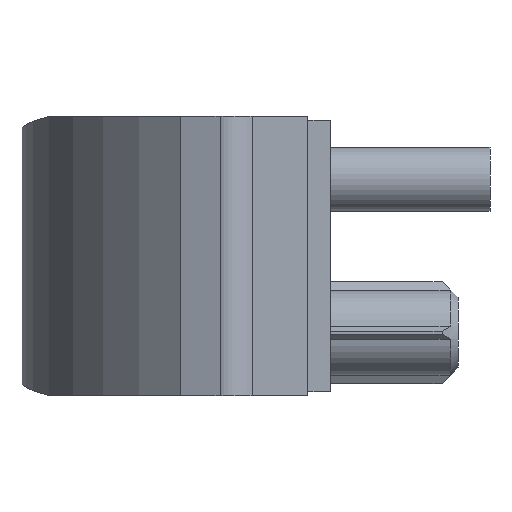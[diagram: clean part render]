
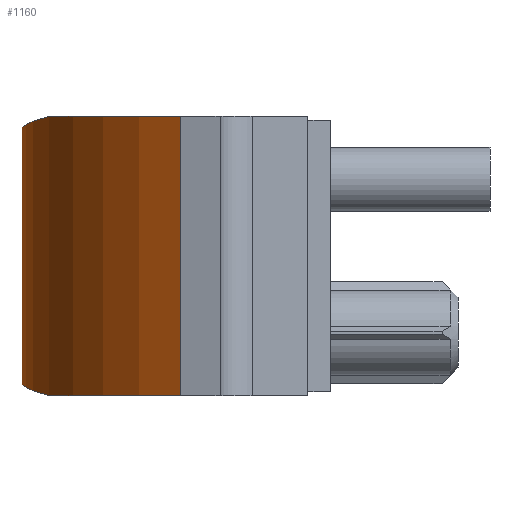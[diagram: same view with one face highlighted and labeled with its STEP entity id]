
A CAD part, left-side view. The second image highlights one B-rep face of the part: STEP entity #1160.
In plain terms, the highlighted cylindrical face has radius 6.372 mm (diameter 12.744 mm), a partial arc.
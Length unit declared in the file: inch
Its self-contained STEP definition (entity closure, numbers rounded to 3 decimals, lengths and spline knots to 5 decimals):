
#22 = EDGE_CURVE ( 'NONE', #876, #1163, #1080, .T. ) ;
#31 = DIRECTION ( 'NONE',  ( 0., 0., 1. ) ) ;
#36 = EDGE_CURVE ( 'NONE', #876, #608, #1207, .T. ) ;
#96 = ORIENTED_EDGE ( 'NONE', *, *, #36, .T. ) ;
#100 = CARTESIAN_POINT ( 'NONE',  ( 0.02188, 0.17752, -0.08289 ) ) ;
#144 = ORIENTED_EDGE ( 'NONE', *, *, #213, .F. ) ;
#168 = ORIENTED_EDGE ( 'NONE', *, *, #22, .F. ) ;
#184 = ORIENTED_EDGE ( 'NONE', *, *, #636, .T. ) ;
#187 = CARTESIAN_POINT ( 'NONE',  ( -0.13019, 0.08065, -0.0875 ) ) ;
#191 = AXIS2_PLACEMENT_3D ( 'NONE', #1064, #949, #241 ) ;
#207 = CARTESIAN_POINT ( 'NONE',  ( -0.00141, 0.17177, -0.08525 ) ) ;
#213 = EDGE_CURVE ( 'NONE', #1377, #1071, #1446, .T. ) ;
#230 = CARTESIAN_POINT ( 'NONE',  ( -0.13019, 0.08065, -0.0875 ) ) ;
#231 = FACE_OUTER_BOUND ( 'NONE', #1473, .T. ) ;
#234 = CARTESIAN_POINT ( 'NONE',  ( 0.04576, 0.17989, 0.08047 ) ) ;
#239 = AXIS2_PLACEMENT_3D ( 'NONE', #764, #1358, #654 ) ;
#241 = DIRECTION ( 'NONE',  ( 1., 0., 0. ) ) ;
#269 = DIRECTION ( 'NONE',  ( 0., 0., 1. ) ) ;
#273 = ORIENTED_EDGE ( 'NONE', *, *, #933, .F. ) ;
#329 = CARTESIAN_POINT ( 'NONE',  ( -0.02364, 0.16275, -0.0875 ) ) ;
#452 = EDGE_CURVE ( 'NONE', #608, #1071, #544, .T. ) ;
#489 = VECTOR ( 'NONE', #31, 39.37008 ) ;
#504 = CARTESIAN_POINT ( 'NONE',  ( 0.04576, 0.17989, -0.08047 ) ) ;
#544 = LINE ( 'NONE', #230, #811 ) ;
#555 = CARTESIAN_POINT ( 'NONE',  ( 0.02188, 0.17752, 0.08289 ) ) ;
#571 = ORIENTED_EDGE ( 'NONE', *, *, #452, .T. ) ;
#607 = CARTESIAN_POINT ( 'NONE',  ( -0.02364, 0.16275, -0.0875 ) ) ;
#608 = VERTEX_POINT ( 'NONE', #187 ) ;
#636 = EDGE_CURVE ( 'NONE', #1377, #831, #808, .T. ) ;
#654 = DIRECTION ( 'NONE',  ( 1., 0., 0. ) ) ;
#672 = CARTESIAN_POINT ( 'NONE',  ( -0.02364, 0.16275, 0.0875 ) ) ;
#762 = CARTESIAN_POINT ( 'NONE',  ( 0.0706, -0.06975, -0.0875 ) ) ;
#764 = CARTESIAN_POINT ( 'NONE',  ( 0.0706, -0.06975, 0.0875 ) ) ;
#785 = CARTESIAN_POINT ( 'NONE',  ( 0.04576, 0.17989, -0.08047 ) ) ;
#808 =( BOUNDED_CURVE ( )  B_SPLINE_CURVE ( 3, ( #672, #900, #555, #1479 ),
 .UNSPECIFIED., .F., .F. ) 
 B_SPLINE_CURVE_WITH_KNOTS ( ( 4, 4 ),
 ( 1.18569, 1.47159 ),
 .UNSPECIFIED. ) 
 CURVE ( )  GEOMETRIC_REPRESENTATION_ITEM ( )  RATIONAL_B_SPLINE_CURVE ( ( 1., 0.993, 0.993, 1. ) ) 
 REPRESENTATION_ITEM ( '' )  );
#811 = VECTOR ( 'NONE', #1178, 39.37008 ) ;
#821 = CYLINDRICAL_SURFACE ( 'NONE', #898, 0.25087 ) ;
#831 = VERTEX_POINT ( 'NONE', #234 ) ;
#858 = CARTESIAN_POINT ( 'NONE',  ( -0.02364, 0.16275, 0.0875 ) ) ;
#876 = VERTEX_POINT ( 'NONE', #607 ) ;
#898 = AXIS2_PLACEMENT_3D ( 'NONE', #762, #269, #1090 ) ;
#900 = CARTESIAN_POINT ( 'NONE',  ( -0.00141, 0.17177, 0.08525 ) ) ;
#933 = EDGE_CURVE ( 'NONE', #1163, #831, #1155, .T. ) ;
#949 = DIRECTION ( 'NONE',  ( 0., 0., 1. ) ) ;
#1064 = CARTESIAN_POINT ( 'NONE',  ( 0.0706, -0.06975, -0.0875 ) ) ;
#1071 = VERTEX_POINT ( 'NONE', #1099 ) ;
#1080 =( BOUNDED_CURVE ( )  B_SPLINE_CURVE ( 3, ( #329, #207, #100, #785 ),
 .UNSPECIFIED., .F., .T. ) 
 B_SPLINE_CURVE_WITH_KNOTS ( ( 4, 4 ),
 ( 4.32729, 4.61319 ),
 .UNSPECIFIED. ) 
 CURVE ( )  GEOMETRIC_REPRESENTATION_ITEM ( )  RATIONAL_B_SPLINE_CURVE ( ( 1., 0.993, 0.993, 1. ) ) 
 REPRESENTATION_ITEM ( '' )  );
#1090 = DIRECTION ( 'NONE',  ( 1., 0., 0. ) ) ;
#1099 = CARTESIAN_POINT ( 'NONE',  ( -0.13019, 0.08065, 0.0875 ) ) ;
#1155 = LINE ( 'NONE', #1317, #489 ) ;
#1160 = ADVANCED_FACE ( 'NONE', ( #231 ), #821, .T. ) ;
#1163 = VERTEX_POINT ( 'NONE', #504 ) ;
#1178 = DIRECTION ( 'NONE',  ( 0., 0., 1. ) ) ;
#1207 = CIRCLE ( 'NONE', #191, 0.25087 ) ;
#1317 = CARTESIAN_POINT ( 'NONE',  ( 0.04576, 0.17989, -0.0875 ) ) ;
#1358 = DIRECTION ( 'NONE',  ( 0., 0., 1. ) ) ;
#1377 = VERTEX_POINT ( 'NONE', #858 ) ;
#1446 = CIRCLE ( 'NONE', #239, 0.25087 ) ;
#1473 = EDGE_LOOP ( 'NONE', ( #144, #184, #273, #168, #96, #571 ) ) ;
#1479 = CARTESIAN_POINT ( 'NONE',  ( 0.04576, 0.17989, 0.08047 ) ) ;
